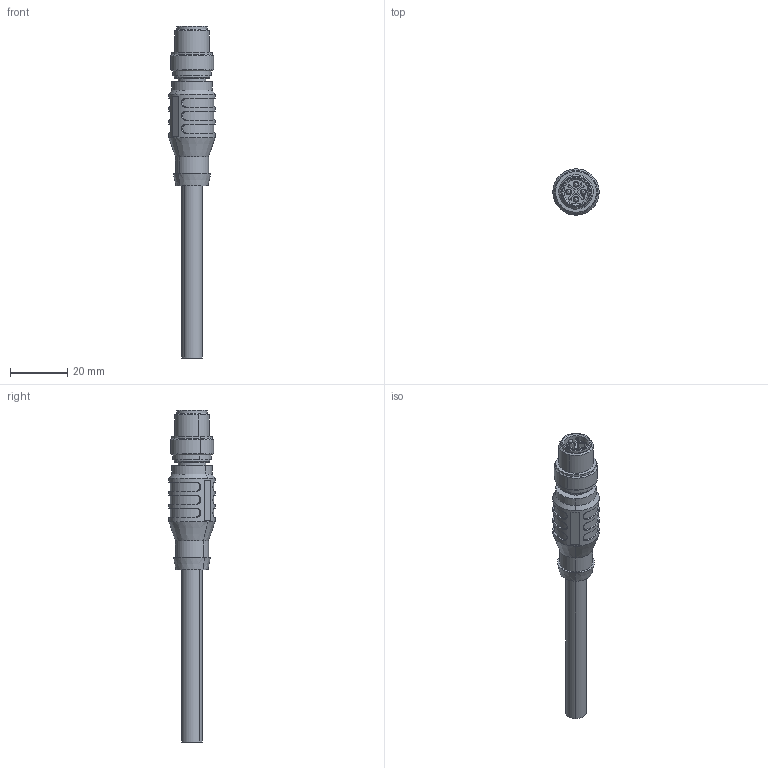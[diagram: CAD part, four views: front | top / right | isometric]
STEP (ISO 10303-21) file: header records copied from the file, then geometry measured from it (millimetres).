
FILE_DESCRIPTION(/* description */ (''),/* implementation_level */ '2;1');
FILE_NAME(/* name */ 'PS-EZ4-M-P00.stp',/* time_stamp */ '2023-06-05T16:28:04+08:00',/* author */ (''),/* organization */ (''),/* preprocessor_version */ 'ST-DEVELOPER v16',/* originating_system */ 'SIEMENS PLM Software NX 10.0',/* authorisation */ '');
FILE_SCHEMA (('AP203_CONFIGURATION_CONTROLLED_3D_DESIGN_OF_MECHANICAL_PARTS_AND_ASSEMBLIES_MIM_LF { 1 0 10303 403 2 1 2}'));
Length unit declared in the file: millimetre
Products named in the file (1): dell3018E59Brcpu
Bounding box: 16.1 x 16.08 x 115.5 mm (x, y, z)
Volume: 10225.3 mm3; surface area: 5518.9 mm2
Topology: 1 solids, 6 shells, 221 faces, 550 edges, 362 vertices
Faces by surface type: plane 94, cylinder 86, cone 20, extrusion 17, sphere 4
Full cylindrical faces by diameter (mm): 1.5 x8, 1.55 x4, 1.8 x4, 2 x4, 8.4 x1, 9.6 x1, 9.8 x1, 10.5 x1, 12.5 x1
Entity records: 7637 total; most frequent: CARTESIAN_POINT 2549, DIRECTION 998, ORIENTED_EDGE 988, EDGE_CURVE 494, AXIS2_PLACEMENT_3D 364, VERTEX_POINT 341, EDGE_LOOP 287, VECTOR 270
